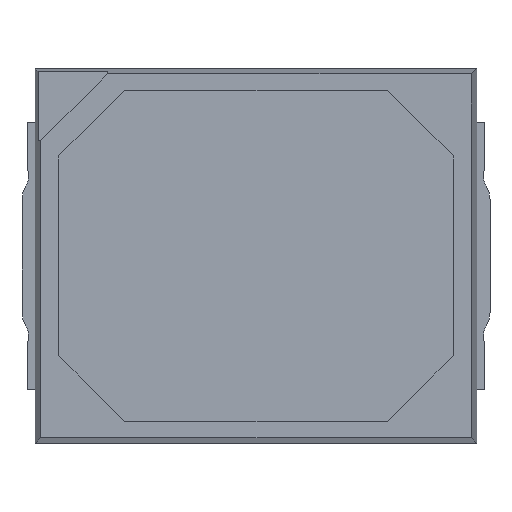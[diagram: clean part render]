
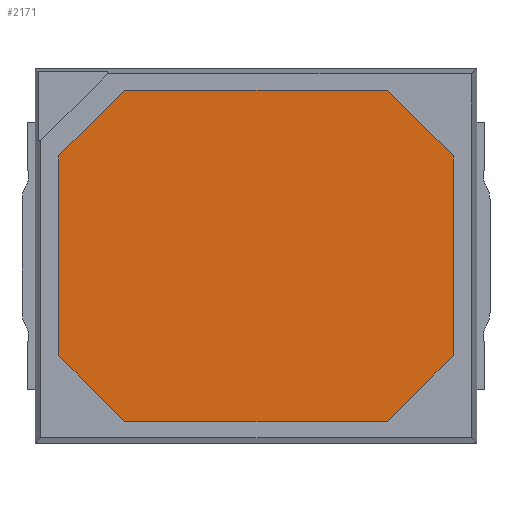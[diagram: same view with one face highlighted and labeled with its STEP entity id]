
A CAD part, top view. The second image highlights one B-rep face of the part: STEP entity #2171.
In plain terms, the highlighted planar face has unit normal (0, 0, 1).
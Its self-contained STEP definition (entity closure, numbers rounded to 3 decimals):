
#53=PLANE('',#2328);
#140=FACE_OUTER_BOUND('',#256,.T.);
#256=EDGE_LOOP('',(#1679,#1680,#1681,#1682,#1683,#1684,#1685,#1686));
#444=LINE('',#3356,#692);
#446=LINE('',#3360,#694);
#448=LINE('',#3364,#696);
#450=LINE('',#3368,#698);
#452=LINE('',#3372,#700);
#454=LINE('',#3376,#702);
#456=LINE('',#3380,#704);
#458=LINE('',#3383,#706);
#692=VECTOR('',#2690,1000.);
#694=VECTOR('',#2694,1000.);
#696=VECTOR('',#2698,1000.);
#698=VECTOR('',#2702,1000.);
#700=VECTOR('',#2706,1000.);
#702=VECTOR('',#2710,1000.);
#704=VECTOR('',#2714,1000.);
#706=VECTOR('',#2718,1000.);
#1003=VERTEX_POINT('',#3353);
#1004=VERTEX_POINT('',#3355);
#1005=VERTEX_POINT('',#3359);
#1006=VERTEX_POINT('',#3363);
#1007=VERTEX_POINT('',#3367);
#1008=VERTEX_POINT('',#3371);
#1009=VERTEX_POINT('',#3375);
#1010=VERTEX_POINT('',#3379);
#1250=EDGE_CURVE('',#1004,#1003,#444,.T.);
#1252=EDGE_CURVE('',#1005,#1004,#446,.T.);
#1254=EDGE_CURVE('',#1006,#1005,#448,.T.);
#1256=EDGE_CURVE('',#1007,#1006,#450,.T.);
#1258=EDGE_CURVE('',#1008,#1007,#452,.T.);
#1260=EDGE_CURVE('',#1009,#1008,#454,.T.);
#1262=EDGE_CURVE('',#1010,#1009,#456,.T.);
#1264=EDGE_CURVE('',#1003,#1010,#458,.T.);
#1679=ORIENTED_EDGE('',*,*,#1250,.T.);
#1680=ORIENTED_EDGE('',*,*,#1264,.T.);
#1681=ORIENTED_EDGE('',*,*,#1262,.T.);
#1682=ORIENTED_EDGE('',*,*,#1260,.T.);
#1683=ORIENTED_EDGE('',*,*,#1258,.T.);
#1684=ORIENTED_EDGE('',*,*,#1256,.T.);
#1685=ORIENTED_EDGE('',*,*,#1254,.T.);
#1686=ORIENTED_EDGE('',*,*,#1252,.T.);
#2171=ADVANCED_FACE('',(#140),#53,.T.);
#2328=AXIS2_PLACEMENT_3D('',#3384,#2719,#2720);
#2690=DIRECTION('',(-0.707,-0.707,0.));
#2694=DIRECTION('',(-1.,0.,0.));
#2698=DIRECTION('',(-0.707,0.707,0.));
#2702=DIRECTION('',(0.,1.,0.));
#2706=DIRECTION('',(0.707,0.707,0.));
#2710=DIRECTION('',(1.,0.,0.));
#2714=DIRECTION('',(0.707,-0.707,0.));
#2718=DIRECTION('',(0.,-1.,0.));
#2719=DIRECTION('center_axis',(0.,0.,1.));
#2720=DIRECTION('ref_axis',(1.,0.,0.));
#3353=CARTESIAN_POINT('',(-1.475,0.747,0.699));
#3355=CARTESIAN_POINT('',(-0.982,1.24,0.699));
#3356=CARTESIAN_POINT('',(-0.982,1.24,0.699));
#3359=CARTESIAN_POINT('',(0.982,1.24,0.699));
#3360=CARTESIAN_POINT('',(0.982,1.24,0.699));
#3363=CARTESIAN_POINT('',(1.475,0.747,0.699));
#3364=CARTESIAN_POINT('',(1.475,0.747,0.699));
#3367=CARTESIAN_POINT('',(1.475,-0.747,0.699));
#3368=CARTESIAN_POINT('',(1.475,-0.747,0.699));
#3371=CARTESIAN_POINT('',(0.982,-1.24,0.699));
#3372=CARTESIAN_POINT('',(0.982,-1.24,0.699));
#3375=CARTESIAN_POINT('',(-0.982,-1.24,0.699));
#3376=CARTESIAN_POINT('',(-0.982,-1.24,0.699));
#3379=CARTESIAN_POINT('',(-1.475,-0.747,0.699));
#3380=CARTESIAN_POINT('',(-1.475,-0.747,0.699));
#3383=CARTESIAN_POINT('',(-1.475,0.747,0.699));
#3384=CARTESIAN_POINT('Origin',(0.,0.,0.699));
